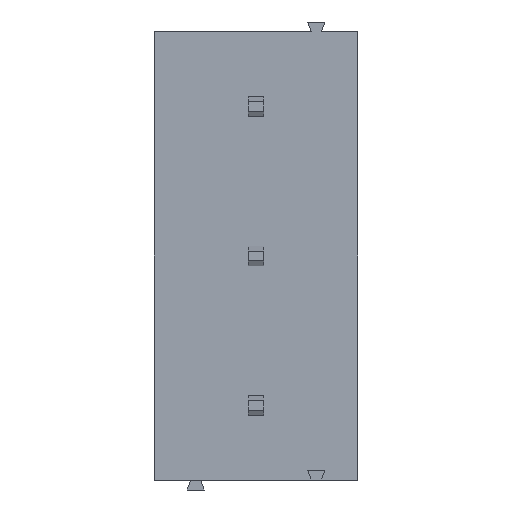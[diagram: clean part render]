
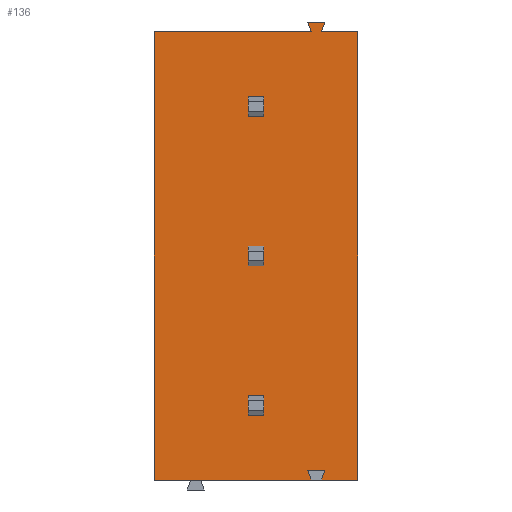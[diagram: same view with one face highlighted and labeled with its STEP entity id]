
A CAD part, front view. The second image highlights one B-rep face of the part: STEP entity #136.
In plain terms, the highlighted planar face has unit normal (0, -1, 0).
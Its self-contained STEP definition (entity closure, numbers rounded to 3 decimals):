
#69 = EDGE_CURVE ( 'NONE', #86, #881, #9771, .T. ) ;
#86 = VERTEX_POINT ( 'NONE', #3194 ) ;
#136 = ADVANCED_FACE ( 'NONE', ( #7330 ), #5728, .F. ) ;
#401 = VECTOR ( 'NONE', #1068, 1000. ) ;
#503 = LINE ( 'NONE', #4846, #3346 ) ;
#569 = ORIENTED_EDGE ( 'NONE', *, *, #7871, .F. ) ;
#881 = VERTEX_POINT ( 'NONE', #5223 ) ;
#921 = DIRECTION ( 'NONE',  ( 0.342, 0., -0.94 ) ) ;
#1068 = DIRECTION ( 'NONE',  ( 0., 0., -1. ) ) ;
#1174 = LINE ( 'NONE', #8739, #401 ) ;
#1266 = ORIENTED_EDGE ( 'NONE', *, *, #2377, .T. ) ;
#1554 = DIRECTION ( 'NONE',  ( 0.342, 0., 0.94 ) ) ;
#1636 = VERTEX_POINT ( 'NONE', #3492 ) ;
#1647 = DIRECTION ( 'NONE',  ( -1., 0., 0. ) ) ;
#1750 = DIRECTION ( 'NONE',  ( 0., 1., 0. ) ) ;
#1766 = EDGE_LOOP ( 'NONE', ( #2236, #4709, #6161, #5396, #2717, #1266, #9485, #2359, #569, #6772, #10020, #4104 ) ) ;
#1943 = CARTESIAN_POINT ( 'NONE',  ( -5.1, 0., 11.25 ) ) ;
#2002 = CARTESIAN_POINT ( 'NONE',  ( 2.598, 0., 11.75 ) ) ;
#2111 = EDGE_CURVE ( 'NONE', #881, #7411, #5759, .T. ) ;
#2172 = VECTOR ( 'NONE', #10526, 1000. ) ;
#2236 = ORIENTED_EDGE ( 'NONE', *, *, #2890, .F. ) ;
#2255 = VECTOR ( 'NONE', #4121, 1000. ) ;
#2359 = ORIENTED_EDGE ( 'NONE', *, *, #10184, .T. ) ;
#2377 = EDGE_CURVE ( 'NONE', #86, #3435, #10746, .T. ) ;
#2717 = ORIENTED_EDGE ( 'NONE', *, *, #69, .F. ) ;
#2747 = LINE ( 'NONE', #5142, #2771 ) ;
#2761 = DIRECTION ( 'NONE',  ( 1., 0., 0. ) ) ;
#2771 = VECTOR ( 'NONE', #921, 1000. ) ;
#2889 = VECTOR ( 'NONE', #2761, 1000. ) ;
#2890 = EDGE_CURVE ( 'NONE', #1636, #3240, #7431, .T. ) ;
#3108 = VECTOR ( 'NONE', #3266, 1000. ) ;
#3147 = EDGE_CURVE ( 'NONE', #8342, #7411, #9696, .T. ) ;
#3194 = CARTESIAN_POINT ( 'NONE',  ( 3.28, 0., 11.25 ) ) ;
#3240 = VERTEX_POINT ( 'NONE', #6125 ) ;
#3266 = DIRECTION ( 'NONE',  ( 0., 0., -1. ) ) ;
#3346 = VECTOR ( 'NONE', #8113, 1000. ) ;
#3435 = VERTEX_POINT ( 'NONE', #6740 ) ;
#3492 = CARTESIAN_POINT ( 'NONE',  ( 3.462, 0., -10.75 ) ) ;
#3574 = EDGE_CURVE ( 'NONE', #7878, #3435, #7503, .T. ) ;
#3716 = CARTESIAN_POINT ( 'NONE',  ( -5.1, 0., -11.25 ) ) ;
#3723 = CARTESIAN_POINT ( 'NONE',  ( -5.1, 0., -11.25 ) ) ;
#3822 = LINE ( 'NONE', #3716, #4324 ) ;
#3855 = CARTESIAN_POINT ( 'NONE',  ( -5.1, 0., -11.25 ) ) ;
#3881 = CARTESIAN_POINT ( 'NONE',  ( 2.78, 0., -11.25 ) ) ;
#4104 = ORIENTED_EDGE ( 'NONE', *, *, #4447, .F. ) ;
#4121 = DIRECTION ( 'NONE',  ( 0.342, 0., -0.94 ) ) ;
#4142 = VERTEX_POINT ( 'NONE', #3723 ) ;
#4324 = VECTOR ( 'NONE', #4630, 1000. ) ;
#4447 = EDGE_CURVE ( 'NONE', #3240, #10522, #2747, .T. ) ;
#4594 = VECTOR ( 'NONE', #1647, 1000. ) ;
#4630 = DIRECTION ( 'NONE',  ( 1., 0., 0. ) ) ;
#4637 = EDGE_CURVE ( 'NONE', #10255, #4142, #1174, .T. ) ;
#4709 = ORIENTED_EDGE ( 'NONE', *, *, #4947, .F. ) ;
#4846 = CARTESIAN_POINT ( 'NONE',  ( 3.28, 0., -11.25 ) ) ;
#4941 = CARTESIAN_POINT ( 'NONE',  ( 3.28, 0., -10.75 ) ) ;
#4947 = EDGE_CURVE ( 'NONE', #8342, #1636, #503, .T. ) ;
#5010 = CARTESIAN_POINT ( 'NONE',  ( 2.78, 0., 11.25 ) ) ;
#5044 = DIRECTION ( 'NONE',  ( 0., 0., 1. ) ) ;
#5077 = CARTESIAN_POINT ( 'NONE',  ( -5.1, 0., 11.25 ) ) ;
#5142 = CARTESIAN_POINT ( 'NONE',  ( 2.598, 0., -10.75 ) ) ;
#5223 = CARTESIAN_POINT ( 'NONE',  ( 5.1, 0., 11.25 ) ) ;
#5396 = ORIENTED_EDGE ( 'NONE', *, *, #2111, .F. ) ;
#5412 = VERTEX_POINT ( 'NONE', #5010 ) ;
#5728 = PLANE ( 'NONE',  #7214 ) ;
#5759 = LINE ( 'NONE', #7365, #3108 ) ;
#5875 = CARTESIAN_POINT ( 'NONE',  ( -0.719, 0., 0.262 ) ) ;
#6113 = CARTESIAN_POINT ( 'NONE',  ( 3.28, 0., -11.25 ) ) ;
#6125 = CARTESIAN_POINT ( 'NONE',  ( 2.598, 0., -10.75 ) ) ;
#6161 = ORIENTED_EDGE ( 'NONE', *, *, #3147, .T. ) ;
#6681 = DIRECTION ( 'NONE',  ( 1., 0., 0. ) ) ;
#6740 = CARTESIAN_POINT ( 'NONE',  ( 3.462, 0., 11.75 ) ) ;
#6772 = ORIENTED_EDGE ( 'NONE', *, *, #4637, .T. ) ;
#6860 = CARTESIAN_POINT ( 'NONE',  ( 5.1, 0., -11.25 ) ) ;
#7186 = CARTESIAN_POINT ( 'NONE',  ( -5.1, 0., 11.25 ) ) ;
#7214 = AXIS2_PLACEMENT_3D ( 'NONE', #7493, #1750, #5044 ) ;
#7330 = FACE_OUTER_BOUND ( 'NONE', #1766, .T. ) ;
#7365 = CARTESIAN_POINT ( 'NONE',  ( 5.1, 0., 11.25 ) ) ;
#7411 = VERTEX_POINT ( 'NONE', #6860 ) ;
#7431 = LINE ( 'NONE', #4941, #4594 ) ;
#7493 = CARTESIAN_POINT ( 'NONE',  ( -5.1, 0., 11.25 ) ) ;
#7503 = LINE ( 'NONE', #10846, #9957 ) ;
#7871 = EDGE_CURVE ( 'NONE', #10255, #5412, #10186, .T. ) ;
#7878 = VERTEX_POINT ( 'NONE', #2002 ) ;
#8042 = DIRECTION ( 'NONE',  ( 1., 0., 0. ) ) ;
#8113 = DIRECTION ( 'NONE',  ( 0.342, 0., 0.94 ) ) ;
#8342 = VERTEX_POINT ( 'NONE', #6113 ) ;
#8349 = VECTOR ( 'NONE', #1554, 1000. ) ;
#8739 = CARTESIAN_POINT ( 'NONE',  ( -5.1, 0., 11.25 ) ) ;
#9453 = VECTOR ( 'NONE', #8042, 1000. ) ;
#9485 = ORIENTED_EDGE ( 'NONE', *, *, #3574, .F. ) ;
#9696 = LINE ( 'NONE', #3855, #9453 ) ;
#9771 = LINE ( 'NONE', #7186, #2172 ) ;
#9957 = VECTOR ( 'NONE', #6681, 1000. ) ;
#10020 = ORIENTED_EDGE ( 'NONE', *, *, #10515, .T. ) ;
#10184 = EDGE_CURVE ( 'NONE', #7878, #5412, #10614, .T. ) ;
#10186 = LINE ( 'NONE', #1943, #2889 ) ;
#10255 = VERTEX_POINT ( 'NONE', #5077 ) ;
#10515 = EDGE_CURVE ( 'NONE', #4142, #10522, #3822, .T. ) ;
#10522 = VERTEX_POINT ( 'NONE', #3881 ) ;
#10526 = DIRECTION ( 'NONE',  ( 1., 0., 0. ) ) ;
#10614 = LINE ( 'NONE', #10824, #2255 ) ;
#10746 = LINE ( 'NONE', #5875, #8349 ) ;
#10824 = CARTESIAN_POINT ( 'NONE',  ( 6.07, 0., 2.209 ) ) ;
#10846 = CARTESIAN_POINT ( 'NONE',  ( 3.28, 0., 11.75 ) ) ;
